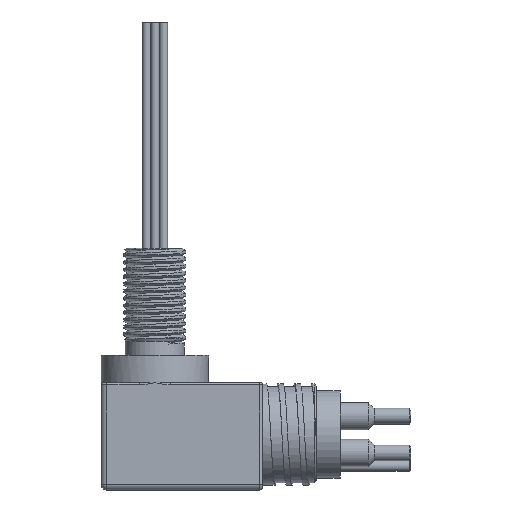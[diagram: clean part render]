
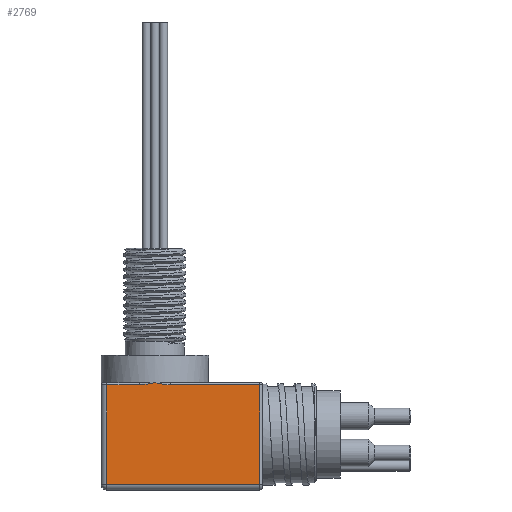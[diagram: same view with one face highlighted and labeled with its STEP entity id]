
A CAD part, front view. The second image highlights one B-rep face of the part: STEP entity #2769.
In plain terms, the highlighted planar face has unit normal (0, -1, 0).
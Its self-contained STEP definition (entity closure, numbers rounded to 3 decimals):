
#291=B_SPLINE_CURVE_WITH_KNOTS($,3,(#7616,#7617,#7618,#7619,#7620,#7621),
 .UNSPECIFIED.,.F.,.F.,(4,2,4),(-0.001,0.,0.274),
 .UNSPECIFIED.);
#293=B_SPLINE_CURVE_WITH_KNOTS($,3,(#7705,#7706,#7707,#7708,#7709,#7710),
 .UNSPECIFIED.,.F.,.F.,(4,2,4),(0.537,0.811,0.813),
 .UNSPECIFIED.);
#480=FACE_OUTER_BOUND($,#680,.T.);
#680=EDGE_LOOP($,(#2344,#2345,#2346,#2347,#2348,#2349,#2350));
#877=LINE($,#7551,#1068);
#884=LINE($,#7579,#1075);
#891=LINE($,#7642,#1082);
#896=LINE($,#7835,#1087);
#897=LINE($,#7836,#1088);
#1068=VECTOR($,#3461,15.872);
#1075=VECTOR($,#3494,17.6);
#1082=VECTOR($,#3523,5.772);
#1087=VECTOR($,#3558,17.6);
#1088=VECTOR($,#3559,27.1);
#1305=VERTEX_POINT($,#7544);
#1307=VERTEX_POINT($,#7549);
#1315=VERTEX_POINT($,#7573);
#1316=VERTEX_POINT($,#7614);
#1321=VERTEX_POINT($,#7632);
#1323=VERTEX_POINT($,#7638);
#1335=VERTEX_POINT($,#7834);
#1638=EDGE_CURVE($,#1307,#1305,#877,.T.);
#1653=EDGE_CURVE($,#1305,#1315,#884,.T.);
#1658=EDGE_CURVE($,#1316,#1307,#291,.T.);
#1668=EDGE_CURVE($,#1321,#1323,#891,.T.);
#1671=EDGE_CURVE($,#1323,#1316,#293,.T.);
#1689=EDGE_CURVE($,#1335,#1321,#896,.T.);
#1690=EDGE_CURVE($,#1315,#1335,#897,.T.);
#2344=ORIENTED_EDGE($,*,*,#1653,.F.);
#2345=ORIENTED_EDGE($,*,*,#1638,.F.);
#2346=ORIENTED_EDGE($,*,*,#1658,.F.);
#2347=ORIENTED_EDGE($,*,*,#1671,.F.);
#2348=ORIENTED_EDGE($,*,*,#1668,.F.);
#2349=ORIENTED_EDGE($,*,*,#1689,.F.);
#2350=ORIENTED_EDGE($,*,*,#1690,.F.);
#2514=PLANE($,#2975);
#2769=ADVANCED_FACE($,(#480),#2514,.T.);
#2975=AXIS2_PLACEMENT_3D($,#7833,#3556,#3557);
#3461=DIRECTION($,(1.,0.,0.));
#3494=DIRECTION($,(0.,0.,-1.));
#3523=DIRECTION($,(1.,0.,0.));
#3556=DIRECTION('center_axis',(0.,-1.,0.));
#3557=DIRECTION('ref_axis',(0.,0.,-1.));
#3558=DIRECTION($,(0.,0.,1.));
#3559=DIRECTION($,(-1.,0.,0.));
#7544=CARTESIAN_POINT('',(18.6,-9.5,-0.4));
#7549=CARTESIAN_POINT('',(2.728,-9.5,-0.4));
#7551=CARTESIAN_POINT($,(-2.375,-9.5,-0.4));
#7573=CARTESIAN_POINT('',(18.6,-9.5,-18.));
#7579=CARTESIAN_POINT($,(18.6,-9.5,0.));
#7614=CARTESIAN_POINT('',(0.,-9.5,0.));
#7616=CARTESIAN_POINT('Ctrl Pts',(0.,-9.5,0.));
#7617=CARTESIAN_POINT('Ctrl Pts',(0.004,-9.5,-0.001));
#7618=CARTESIAN_POINT('Ctrl Pts',(0.009,-9.5,-0.002));
#7619=CARTESIAN_POINT('Ctrl Pts',(0.909,-9.5,-0.188));
#7620=CARTESIAN_POINT('Ctrl Pts',(1.813,-9.5,-0.4));
#7621=CARTESIAN_POINT('Ctrl Pts',(2.728,-9.5,-0.4));
#7632=CARTESIAN_POINT('',(-8.5,-9.5,-0.4));
#7638=CARTESIAN_POINT('',(-2.728,-9.5,-0.4));
#7642=CARTESIAN_POINT($,(-2.375,-9.5,-0.4));
#7705=CARTESIAN_POINT('Ctrl Pts',(-2.728,-9.5,-0.4));
#7706=CARTESIAN_POINT('Ctrl Pts',(-1.813,-9.5,-0.4));
#7707=CARTESIAN_POINT('Ctrl Pts',(-0.909,-9.5,
-0.187));
#7708=CARTESIAN_POINT('Ctrl Pts',(-0.009,-9.5,-0.002));
#7709=CARTESIAN_POINT('Ctrl Pts',(-0.004,-9.5,-0.001));
#7710=CARTESIAN_POINT('Ctrl Pts',(0.,-9.5,0.));
#7833=CARTESIAN_POINT('Origin',(-9.5,-9.5,0.));
#7834=CARTESIAN_POINT('',(-8.5,-9.5,-18.));
#7835=CARTESIAN_POINT($,(-8.5,-9.5,0.));
#7836=CARTESIAN_POINT($,(-2.375,-9.5,-18.));
